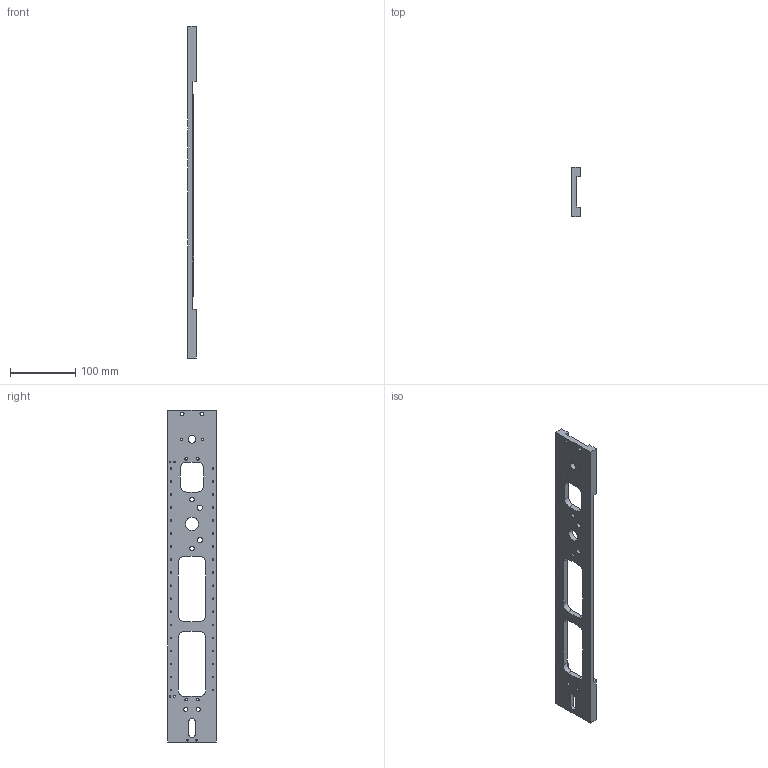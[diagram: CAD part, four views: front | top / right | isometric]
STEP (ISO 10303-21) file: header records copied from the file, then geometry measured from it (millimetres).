
FILE_DESCRIPTION (( 'STEP AP203' ), '1' );
FILE_NAME ('FRA262v4-Slide Rail Plate.STEP', '2025-03-04T21:23:29', ( '' ), ( '' ), 'SwSTEP 2.0', 'SolidWorks 2024', '' );
FILE_SCHEMA (( 'CONFIG_CONTROL_DESIGN' ));
Length unit declared in the file: millimetre
Products named in the file (1): FRA262v4-Slide Rail Plate
Bounding box: 13 x 75 x 510 mm (x, y, z)
Volume: 241268.7 mm3; surface area: 81486.4 mm2
Topology: 1 solids, 1 shells, 310 faces, 786 edges, 524 vertices
Faces by surface type: cylinder 220, plane 90
Entity records: 9895 total; most frequent: DIRECTION 1848, CARTESIAN_POINT 1621, ORIENTED_EDGE 1572, EDGE_CURVE 786, AXIS2_PLACEMENT_3D 751, VERTEX_POINT 524, EDGE_LOOP 480, CIRCLE 440
